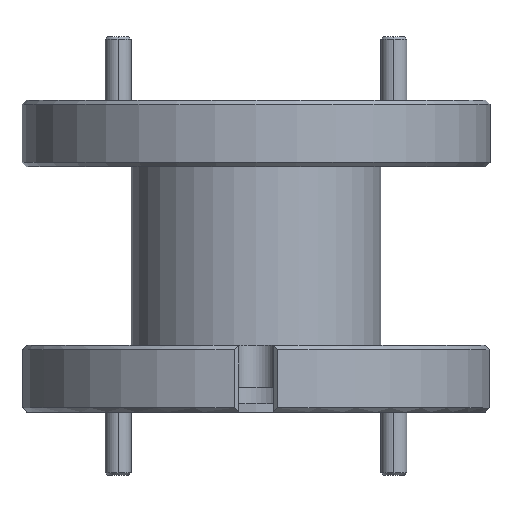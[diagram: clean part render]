
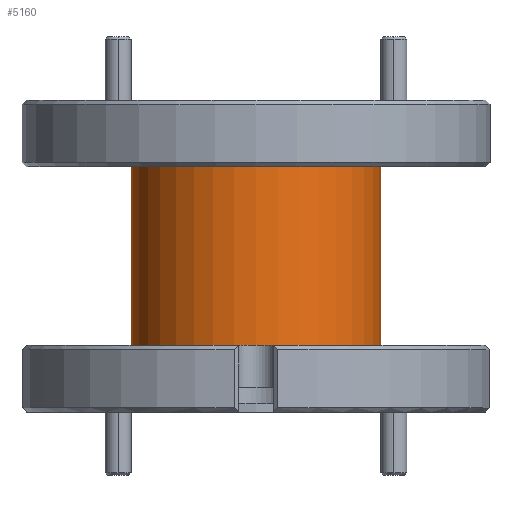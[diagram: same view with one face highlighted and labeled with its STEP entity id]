
A CAD part, left-side view. The second image highlights one B-rep face of the part: STEP entity #5160.
In plain terms, the highlighted cylindrical face has radius 7.62 mm (diameter 15.24 mm), a partial arc.
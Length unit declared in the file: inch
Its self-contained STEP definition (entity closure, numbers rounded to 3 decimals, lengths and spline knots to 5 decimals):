
#32 = CARTESIAN_POINT ( 'NONE',  ( 0., 0.3, -0.16 ) ) ;
#228 = CARTESIAN_POINT ( 'NONE',  ( 0., -0.3, -0.75 ) ) ;
#379 = CARTESIAN_POINT ( 'NONE',  ( 0., 0., -0.16 ) ) ;
#666 = DIRECTION ( 'NONE',  ( 0., 0., -1. ) ) ;
#770 = DIRECTION ( 'NONE',  ( 0., 0., -1. ) ) ;
#1144 = CARTESIAN_POINT ( 'NONE',  ( 0., -0.3, -0.16 ) ) ;
#1424 = EDGE_CURVE ( 'NONE', #2107, #3479, #2349, .T. ) ;
#1556 = AXIS2_PLACEMENT_3D ( 'NONE', #3022, #5088, #2587 ) ;
#1640 = FACE_OUTER_BOUND ( 'NONE', #4835, .T. ) ;
#1772 = VERTEX_POINT ( 'NONE', #32 ) ;
#1825 = EDGE_CURVE ( 'NONE', #3479, #4501, #2150, .T. ) ;
#2107 = VERTEX_POINT ( 'NONE', #1144 ) ;
#2126 = DIRECTION ( 'NONE',  ( 0., 0., -1. ) ) ;
#2150 = CIRCLE ( 'NONE', #1556, 0.3 ) ;
#2303 = ORIENTED_EDGE ( 'NONE', *, *, #4910, .T. ) ;
#2326 = VECTOR ( 'NONE', #666, 39.37008 ) ;
#2349 = LINE ( 'NONE', #228, #2326 ) ;
#2498 = CARTESIAN_POINT ( 'NONE',  ( 0., 0., -0.75 ) ) ;
#2587 = DIRECTION ( 'NONE',  ( 0., 1., 0. ) ) ;
#2811 = CARTESIAN_POINT ( 'NONE',  ( 0., 0.3, -0.59 ) ) ;
#2907 = DIRECTION ( 'NONE',  ( 0., 1., 0. ) ) ;
#3022 = CARTESIAN_POINT ( 'NONE',  ( 0., 0., -0.59 ) ) ;
#3265 = EDGE_CURVE ( 'NONE', #2107, #1772, #3990, .T. ) ;
#3284 = CYLINDRICAL_SURFACE ( 'NONE', #4284, 0.3 ) ;
#3399 = DIRECTION ( 'NONE',  ( 0., 0., -1. ) ) ;
#3479 = VERTEX_POINT ( 'NONE', #3512 ) ;
#3486 = ORIENTED_EDGE ( 'NONE', *, *, #1424, .F. ) ;
#3512 = CARTESIAN_POINT ( 'NONE',  ( 0., -0.3, -0.59 ) ) ;
#3955 = ORIENTED_EDGE ( 'NONE', *, *, #3265, .T. ) ;
#3990 = CIRCLE ( 'NONE', #5030, 0.3 ) ;
#4087 = DIRECTION ( 'NONE',  ( 0., 1., 0. ) ) ;
#4097 = LINE ( 'NONE', #4481, #4723 ) ;
#4284 = AXIS2_PLACEMENT_3D ( 'NONE', #2498, #3399, #4087 ) ;
#4481 = CARTESIAN_POINT ( 'NONE',  ( 0., 0.3, -0.75 ) ) ;
#4501 = VERTEX_POINT ( 'NONE', #2811 ) ;
#4723 = VECTOR ( 'NONE', #770, 39.37008 ) ;
#4751 = ORIENTED_EDGE ( 'NONE', *, *, #1825, .F. ) ;
#4835 = EDGE_LOOP ( 'NONE', ( #3486, #3955, #2303, #4751 ) ) ;
#4910 = EDGE_CURVE ( 'NONE', #1772, #4501, #4097, .T. ) ;
#5030 = AXIS2_PLACEMENT_3D ( 'NONE', #379, #2126, #2907 ) ;
#5088 = DIRECTION ( 'NONE',  ( 0., 0., -1. ) ) ;
#5160 = ADVANCED_FACE ( 'NONE', ( #1640 ), #3284, .T. ) ;
